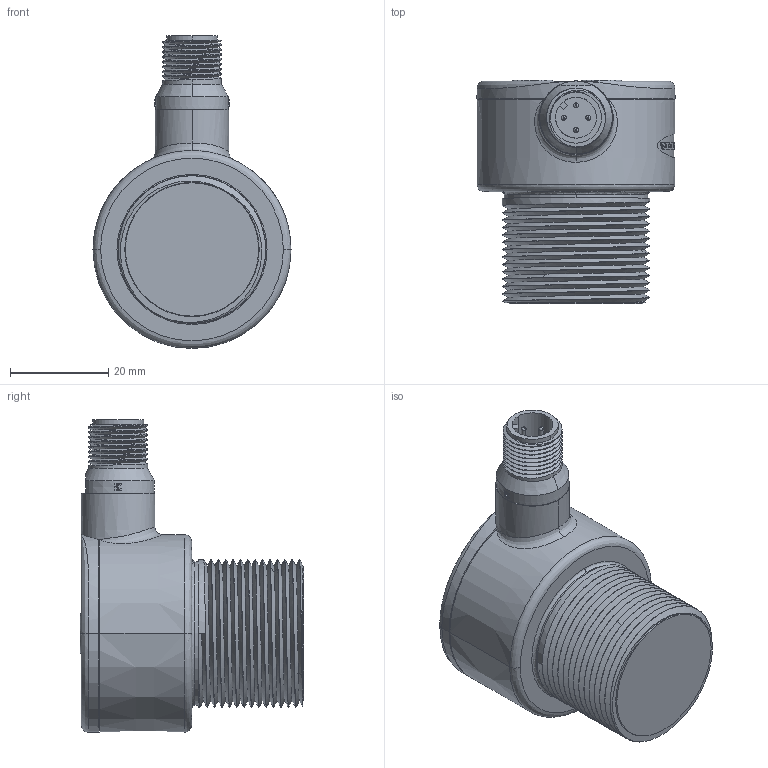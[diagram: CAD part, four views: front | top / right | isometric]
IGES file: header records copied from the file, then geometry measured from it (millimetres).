
Start section:  PTC IGES file: 138420.igs
Global section: file name: 138420.igs; native system: Pro/ENGINEER by Parametric Technology Corporation; preprocessor: 2009141; author: banengservice; organization: Unknown; date: 20101006.100248; units: inch
Bounding box: 40.24 x 45.42 x 63.59 mm (x, y, z)
Volume: 13114.5 mm3; surface area: 23911.7 mm2
Topology: 1 solids, 3 shells, 688 faces, 1797 edges, 1174 vertices
Faces by surface type: revolution 392, bspline 294, extrusion 2
